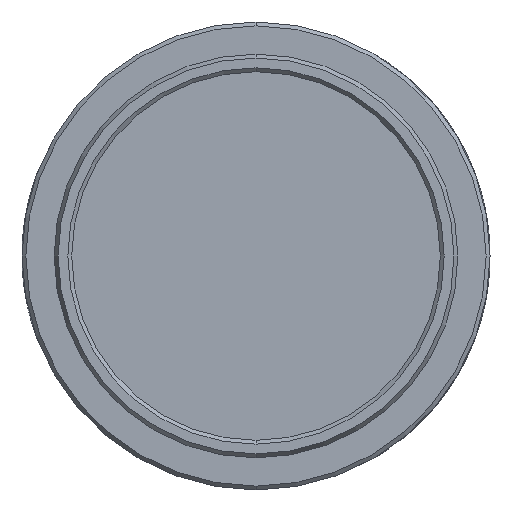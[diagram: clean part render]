
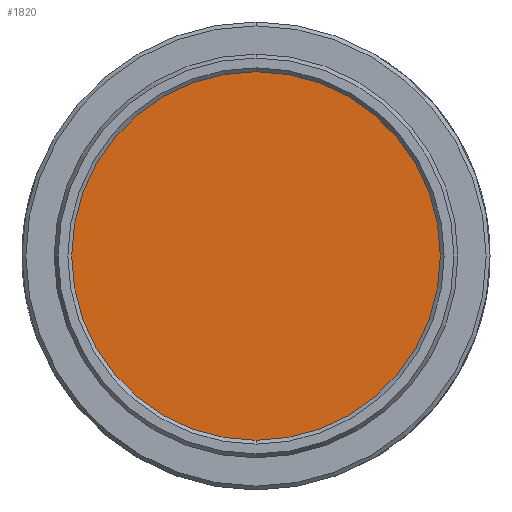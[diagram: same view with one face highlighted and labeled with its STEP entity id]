
A CAD part, left-side view. The second image highlights one B-rep face of the part: STEP entity #1820.
In plain terms, the highlighted planar face has unit normal (-1, 0, 0).
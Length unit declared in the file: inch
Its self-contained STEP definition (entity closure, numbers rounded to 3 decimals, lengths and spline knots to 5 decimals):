
#251 = CARTESIAN_POINT ( 'NONE',  ( -0.14, 0., 0. ) ) ;
#1411 = DIRECTION ( 'NONE',  ( 0., 0., -1. ) ) ;
#1768 = AXIS2_PLACEMENT_3D ( 'NONE', #251, #8294, #1411 ) ;
#1820 = ADVANCED_FACE ( 'NONE', ( #4112 ), #11653, .F. ) ;
#2455 = CIRCLE ( 'NONE', #1768, 0.5 ) ;
#2583 = AXIS2_PLACEMENT_3D ( 'NONE', #4756, #12808, #5918 ) ;
#3816 = CARTESIAN_POINT ( 'NONE',  ( -0.14, 0., -0.5 ) ) ;
#4061 = CARTESIAN_POINT ( 'NONE',  ( -0.14, 0., 0. ) ) ;
#4112 = FACE_OUTER_BOUND ( 'NONE', #14407, .T. ) ;
#4331 = CARTESIAN_POINT ( 'NONE',  ( -0.14, 0., 0.5 ) ) ;
#4756 = CARTESIAN_POINT ( 'NONE',  ( -0.14, 0., 0. ) ) ;
#5225 = DIRECTION ( 'NONE',  ( 0., 0., -1. ) ) ;
#5918 = DIRECTION ( 'NONE',  ( 0., 0., -1. ) ) ;
#7342 = AXIS2_PLACEMENT_3D ( 'NONE', #4061, #12107, #5225 ) ;
#8125 = EDGE_CURVE ( 'NONE', #12236, #11731, #2455, .T. ) ;
#8294 = DIRECTION ( 'NONE',  ( 1., 0., 0. ) ) ;
#9973 = EDGE_CURVE ( 'NONE', #11731, #12236, #11107, .T. ) ;
#11107 = CIRCLE ( 'NONE', #7342, 0.5 ) ;
#11504 = ORIENTED_EDGE ( 'NONE', *, *, #9973, .F. ) ;
#11653 = PLANE ( 'NONE',  #2583 ) ;
#11731 = VERTEX_POINT ( 'NONE', #4331 ) ;
#12107 = DIRECTION ( 'NONE',  ( 1., 0., 0. ) ) ;
#12236 = VERTEX_POINT ( 'NONE', #3816 ) ;
#12808 = DIRECTION ( 'NONE',  ( 1., 0., 0. ) ) ;
#12907 = ORIENTED_EDGE ( 'NONE', *, *, #8125, .F. ) ;
#14407 = EDGE_LOOP ( 'NONE', ( #12907, #11504 ) ) ;
